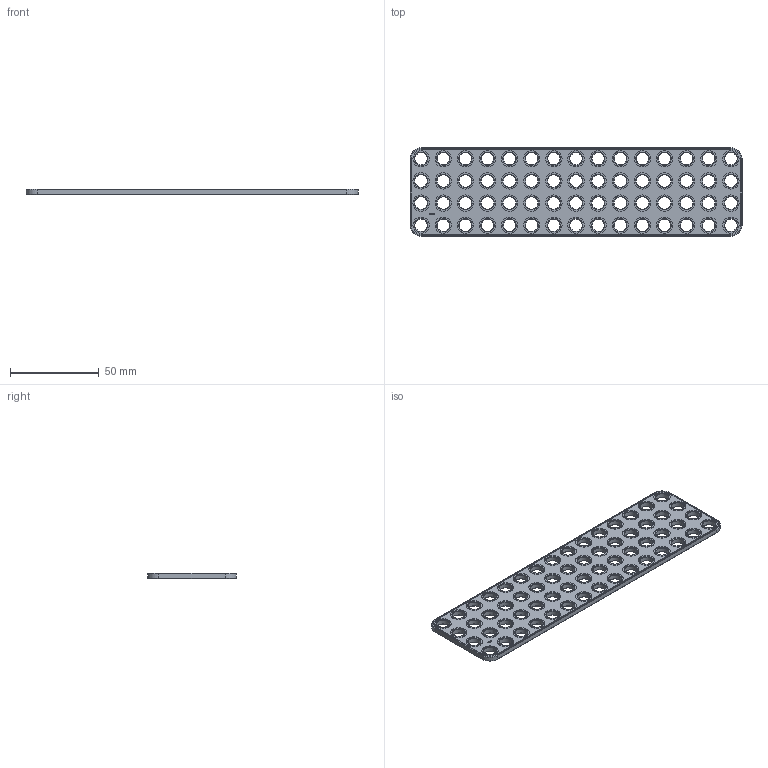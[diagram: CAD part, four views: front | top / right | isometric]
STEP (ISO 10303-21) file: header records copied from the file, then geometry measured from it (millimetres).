
FILE_DESCRIPTION(('FreeCAD Model'),'2;1');
FILE_NAME('Open CASCADE Shape Model','2024-10-08T19:14:05',(''),(''), 'Open CASCADE STEP processor 7.7','FreeCAD','Unknown');
FILE_SCHEMA(('AUTOMOTIVE_DESIGN { 1 0 10303 214 1 1 1 1 }'));
Length unit declared in the file: millimetre
Products named in the file (1): Plate RCT CRNR BU15x04x00.25 - SPN-PLT-0165 (stemfie.org)
Bounding box: 187.5 x 50 x 3.12 mm (x, y, z)
Volume: 20815.7 mm3; surface area: 19465.5 mm2
Topology: 1 solids, 1 shells, 793 faces, 1961 edges, 1262 vertices
Faces by surface type: plane 387, extrusion 150, cylinder 128, cone 128
Full cylindrical faces by diameter (mm): 7 x60, 9.2 x60
Entity records: 24054 total; most frequent: CARTESIAN_POINT 5238, ORIENTED_EDGE 3922, DIRECTION 3483, EDGE_CURVE 1961, VECTOR 1427, LINE 1277, VERTEX_POINT 1262, AXIS2_PLACEMENT_3D 1028
